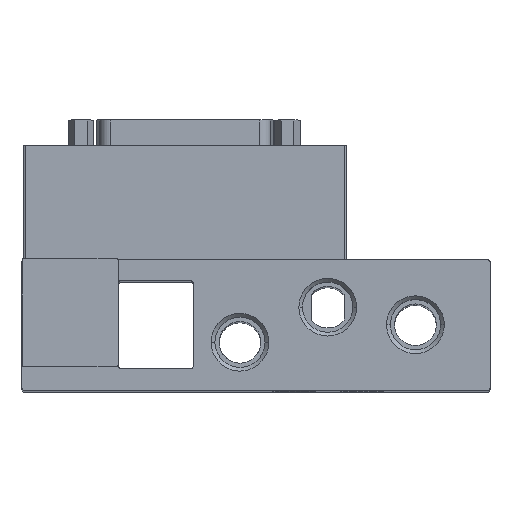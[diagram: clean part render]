
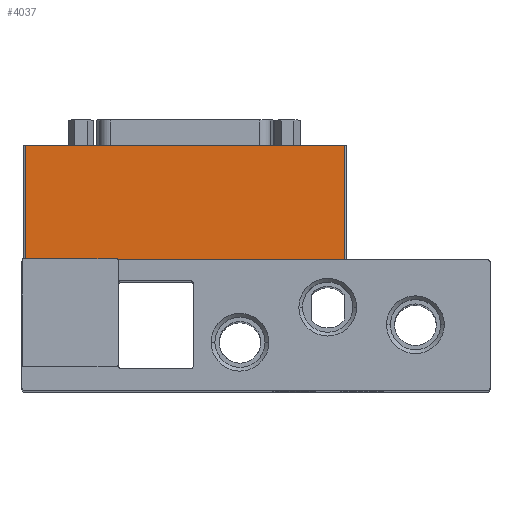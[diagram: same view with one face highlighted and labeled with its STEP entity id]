
A CAD part, top view. The second image highlights one B-rep face of the part: STEP entity #4037.
In plain terms, the highlighted planar face has unit normal (0, 0, 1).
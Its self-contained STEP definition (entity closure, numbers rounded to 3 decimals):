
#272 = VECTOR ( 'NONE', #11157, 1000. ) ;
#403 = CARTESIAN_POINT ( 'NONE',  ( 0.75, 55.8, -8.82 ) ) ;
#908 = VECTOR ( 'NONE', #10673, 1000. ) ;
#3600 = DIRECTION ( 'NONE',  ( -1., 0., 0. ) ) ;
#3871 = LINE ( 'NONE', #8119, #272 ) ;
#3960 = VERTEX_POINT ( 'NONE', #5379 ) ;
#3978 = ORIENTED_EDGE ( 'NONE', *, *, #5711, .F. ) ;
#4023 = LINE ( 'NONE', #7338, #908 ) ;
#4037 = ADVANCED_FACE ( 'NONE', ( #10042 ), #9112, .F. ) ;
#4147 = EDGE_CURVE ( 'NONE', #3960, #7240, #5217, .T. ) ;
#4206 = EDGE_CURVE ( 'NONE', #7831, #12634, #4023, .T. ) ;
#5217 = LINE ( 'NONE', #11655, #13126 ) ;
#5379 = CARTESIAN_POINT ( 'NONE',  ( 73.5, 55.8, -8.82 ) ) ;
#5711 = EDGE_CURVE ( 'NONE', #12634, #3960, #3871, .T. ) ;
#5728 = DIRECTION ( 'NONE',  ( 0., 0., -1. ) ) ;
#5912 = AXIS2_PLACEMENT_3D ( 'NONE', #403, #5728, #3600 ) ;
#6648 = CARTESIAN_POINT ( 'NONE',  ( 106.2, 29.8, -8.82 ) ) ;
#7240 = VERTEX_POINT ( 'NONE', #12742 ) ;
#7338 = CARTESIAN_POINT ( 'NONE',  ( 0.75, 55.8, -8.82 ) ) ;
#7693 = EDGE_LOOP ( 'NONE', ( #11292, #3978, #12693, #9167 ) ) ;
#7831 = VERTEX_POINT ( 'NONE', #13211 ) ;
#8119 = CARTESIAN_POINT ( 'NONE',  ( 0.75, 55.8, -8.82 ) ) ;
#8136 = CARTESIAN_POINT ( 'NONE',  ( 0.75, 55.8, -8.82 ) ) ;
#9112 = PLANE ( 'NONE',  #5912 ) ;
#9167 = ORIENTED_EDGE ( 'NONE', *, *, #12474, .F. ) ;
#9770 = DIRECTION ( 'NONE',  ( -1., 0., 0. ) ) ;
#9827 = LINE ( 'NONE', #6648, #9843 ) ;
#9843 = VECTOR ( 'NONE', #9770, 1000. ) ;
#10042 = FACE_OUTER_BOUND ( 'NONE', #7693, .T. ) ;
#10673 = DIRECTION ( 'NONE',  ( 0., 1., 0. ) ) ;
#11157 = DIRECTION ( 'NONE',  ( 1., 0., 0. ) ) ;
#11292 = ORIENTED_EDGE ( 'NONE', *, *, #4147, .F. ) ;
#11655 = CARTESIAN_POINT ( 'NONE',  ( 73.5, 55.8, -8.82 ) ) ;
#12474 = EDGE_CURVE ( 'NONE', #7240, #7831, #9827, .T. ) ;
#12634 = VERTEX_POINT ( 'NONE', #8136 ) ;
#12693 = ORIENTED_EDGE ( 'NONE', *, *, #4206, .F. ) ;
#12742 = CARTESIAN_POINT ( 'NONE',  ( 73.5, 29.8, -8.82 ) ) ;
#13126 = VECTOR ( 'NONE', #13780, 1000. ) ;
#13211 = CARTESIAN_POINT ( 'NONE',  ( 0.75, 29.8, -8.82 ) ) ;
#13780 = DIRECTION ( 'NONE',  ( 0., -1., 0. ) ) ;
